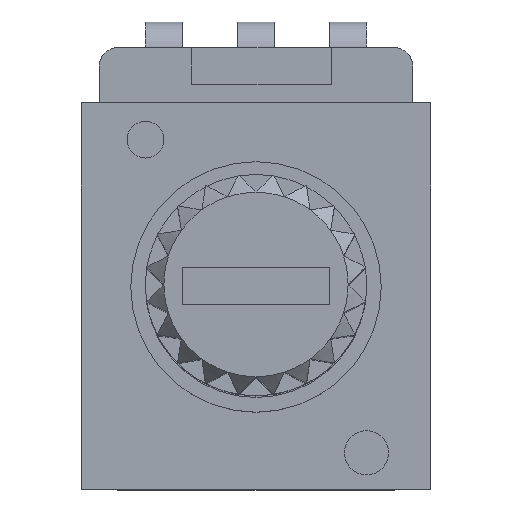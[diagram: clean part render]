
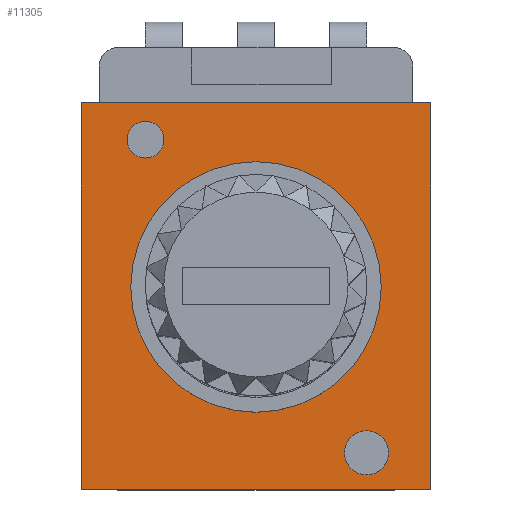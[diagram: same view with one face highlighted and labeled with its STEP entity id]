
A CAD part, top view. The second image highlights one B-rep face of the part: STEP entity #11305.
In plain terms, the highlighted planar face has unit normal (0, 0, 1).
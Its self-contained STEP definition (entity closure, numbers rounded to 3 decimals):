
#9847 = PLANE('',#9848);
#9848 = AXIS2_PLACEMENT_3D('',#9849,#9850,#9851);
#9849 = CARTESIAN_POINT('',(4.75,4.5,5.488));
#9850 = DIRECTION('',(1.,0.,0.));
#9851 = DIRECTION('',(0.,0.,-1.));
#10182 = PLANE('',#10183);
#10183 = AXIS2_PLACEMENT_3D('',#10184,#10185,#10186);
#10184 = CARTESIAN_POINT('',(4.35,4.5,-0.512));
#10185 = DIRECTION('',(0.,-1.,0.));
#10186 = DIRECTION('',(0.,0.,-1.));
#10381 = PLANE('',#10382);
#10382 = AXIS2_PLACEMENT_3D('',#10383,#10384,#10385);
#10383 = CARTESIAN_POINT('',(4.35,-6.,-0.512));
#10384 = DIRECTION('',(0.,-1.,0.));
#10385 = DIRECTION('',(0.,0.,-1.));
#10454 = VERTEX_POINT('',#10455);
#10455 = CARTESIAN_POINT('',(4.75,4.5,5.488));
#10476 = EDGE_CURVE('',#10454,#10477,#10479,.T.);
#10477 = VERTEX_POINT('',#10478);
#10478 = CARTESIAN_POINT('',(4.75,-6.,5.488));
#10479 = SURFACE_CURVE('',#10480,(#10484,#10491),.PCURVE_S1.);
#10480 = LINE('',#10481,#10482);
#10481 = CARTESIAN_POINT('',(4.75,4.5,5.488));
#10482 = VECTOR('',#10483,1.);
#10483 = DIRECTION('',(0.,-1.,0.));
#10484 = PCURVE('',#9847,#10485);
#10485 = DEFINITIONAL_REPRESENTATION('',(#10486),#10490);
#10486 = LINE('',#10487,#10488);
#10487 = CARTESIAN_POINT('',(0.,0.));
#10488 = VECTOR('',#10489,1.);
#10489 = DIRECTION('',(0.,-1.));
#10490 = ( GEOMETRIC_REPRESENTATION_CONTEXT(2) 
PARAMETRIC_REPRESENTATION_CONTEXT() REPRESENTATION_CONTEXT('2D SPACE',''
  ) );
#10491 = PCURVE('',#10492,#10497);
#10492 = PLANE('',#10493);
#10493 = AXIS2_PLACEMENT_3D('',#10494,#10495,#10496);
#10494 = CARTESIAN_POINT('',(-4.75,4.5,5.488));
#10495 = DIRECTION('',(0.,0.,1.));
#10496 = DIRECTION('',(1.,0.,0.));
#10497 = DEFINITIONAL_REPRESENTATION('',(#10498),#10502);
#10498 = LINE('',#10499,#10500);
#10499 = CARTESIAN_POINT('',(9.5,0.));
#10500 = VECTOR('',#10501,1.);
#10501 = DIRECTION('',(0.,-1.));
#10502 = ( GEOMETRIC_REPRESENTATION_CONTEXT(2) 
PARAMETRIC_REPRESENTATION_CONTEXT() REPRESENTATION_CONTEXT('2D SPACE',''
  ) );
#10671 = EDGE_CURVE('',#10672,#10454,#10674,.T.);
#10672 = VERTEX_POINT('',#10673);
#10673 = CARTESIAN_POINT('',(-4.75,4.5,5.488));
#10674 = SURFACE_CURVE('',#10675,(#10679,#10686),.PCURVE_S1.);
#10675 = LINE('',#10676,#10677);
#10676 = CARTESIAN_POINT('',(-4.75,4.5,5.488));
#10677 = VECTOR('',#10678,1.);
#10678 = DIRECTION('',(1.,0.,0.));
#10679 = PCURVE('',#10182,#10680);
#10680 = DEFINITIONAL_REPRESENTATION('',(#10681),#10685);
#10681 = LINE('',#10682,#10683);
#10682 = CARTESIAN_POINT('',(-6.,-9.1));
#10683 = VECTOR('',#10684,1.);
#10684 = DIRECTION('',(0.,1.));
#10685 = ( GEOMETRIC_REPRESENTATION_CONTEXT(2) 
PARAMETRIC_REPRESENTATION_CONTEXT() REPRESENTATION_CONTEXT('2D SPACE',''
  ) );
#10686 = PCURVE('',#10492,#10687);
#10687 = DEFINITIONAL_REPRESENTATION('',(#10688),#10692);
#10688 = LINE('',#10689,#10690);
#10689 = CARTESIAN_POINT('',(0.,0.));
#10690 = VECTOR('',#10691,1.);
#10691 = DIRECTION('',(1.,0.));
#10692 = ( GEOMETRIC_REPRESENTATION_CONTEXT(2) 
PARAMETRIC_REPRESENTATION_CONTEXT() REPRESENTATION_CONTEXT('2D SPACE',''
  ) );
#10710 = PLANE('',#10711);
#10711 = AXIS2_PLACEMENT_3D('',#10712,#10713,#10714);
#10712 = CARTESIAN_POINT('',(-4.75,4.5,-0.112));
#10713 = DIRECTION('',(-1.,-0.,0.));
#10714 = DIRECTION('',(0.,0.,1.));
#10870 = CYLINDRICAL_SURFACE('',#10871,0.5);
#10871 = AXIS2_PLACEMENT_3D('',#10872,#10873,#10874);
#10872 = CARTESIAN_POINT('',(-3.,3.5,5.));
#10873 = DIRECTION('',(0.,0.,1.));
#10874 = DIRECTION('',(1.,0.,0.));
#10905 = CYLINDRICAL_SURFACE('',#10906,0.6);
#10906 = AXIS2_PLACEMENT_3D('',#10907,#10908,#10909);
#10907 = CARTESIAN_POINT('',(3.,-5.,5.));
#10908 = DIRECTION('',(0.,0.,1.));
#10909 = DIRECTION('',(1.,0.,0.));
#10940 = EDGE_CURVE('',#10941,#10477,#10943,.T.);
#10941 = VERTEX_POINT('',#10942);
#10942 = CARTESIAN_POINT('',(-4.75,-6.,5.488));
#10943 = SURFACE_CURVE('',#10944,(#10948,#10955),.PCURVE_S1.);
#10944 = LINE('',#10945,#10946);
#10945 = CARTESIAN_POINT('',(-4.75,-6.,5.488));
#10946 = VECTOR('',#10947,1.);
#10947 = DIRECTION('',(1.,0.,0.));
#10948 = PCURVE('',#10381,#10949);
#10949 = DEFINITIONAL_REPRESENTATION('',(#10950),#10954);
#10950 = LINE('',#10951,#10952);
#10951 = CARTESIAN_POINT('',(-6.,-9.1));
#10952 = VECTOR('',#10953,1.);
#10953 = DIRECTION('',(0.,1.));
#10954 = ( GEOMETRIC_REPRESENTATION_CONTEXT(2) 
PARAMETRIC_REPRESENTATION_CONTEXT() REPRESENTATION_CONTEXT('2D SPACE',''
  ) );
#10955 = PCURVE('',#10492,#10956);
#10956 = DEFINITIONAL_REPRESENTATION('',(#10957),#10961);
#10957 = LINE('',#10958,#10959);
#10958 = CARTESIAN_POINT('',(0.,-10.5));
#10959 = VECTOR('',#10960,1.);
#10960 = DIRECTION('',(1.,0.));
#10961 = ( GEOMETRIC_REPRESENTATION_CONTEXT(2) 
PARAMETRIC_REPRESENTATION_CONTEXT() REPRESENTATION_CONTEXT('2D SPACE',''
  ) );
#11305 = ADVANCED_FACE('',(#11306,#11332,#11358,#11384),#10492,.T.);
#11306 = FACE_BOUND('',#11307,.T.);
#11307 = EDGE_LOOP('',(#11308,#11329,#11330,#11331));
#11308 = ORIENTED_EDGE('',*,*,#11309,.T.);
#11309 = EDGE_CURVE('',#10672,#10941,#11310,.T.);
#11310 = SURFACE_CURVE('',#11311,(#11315,#11322),.PCURVE_S1.);
#11311 = LINE('',#11312,#11313);
#11312 = CARTESIAN_POINT('',(-4.75,4.5,5.488));
#11313 = VECTOR('',#11314,1.);
#11314 = DIRECTION('',(0.,-1.,0.));
#11315 = PCURVE('',#10492,#11316);
#11316 = DEFINITIONAL_REPRESENTATION('',(#11317),#11321);
#11317 = LINE('',#11318,#11319);
#11318 = CARTESIAN_POINT('',(0.,0.));
#11319 = VECTOR('',#11320,1.);
#11320 = DIRECTION('',(0.,-1.));
#11321 = ( GEOMETRIC_REPRESENTATION_CONTEXT(2) 
PARAMETRIC_REPRESENTATION_CONTEXT() REPRESENTATION_CONTEXT('2D SPACE',''
  ) );
#11322 = PCURVE('',#10710,#11323);
#11323 = DEFINITIONAL_REPRESENTATION('',(#11324),#11328);
#11324 = LINE('',#11325,#11326);
#11325 = CARTESIAN_POINT('',(5.6,0.));
#11326 = VECTOR('',#11327,1.);
#11327 = DIRECTION('',(0.,-1.));
#11328 = ( GEOMETRIC_REPRESENTATION_CONTEXT(2) 
PARAMETRIC_REPRESENTATION_CONTEXT() REPRESENTATION_CONTEXT('2D SPACE',''
  ) );
#11329 = ORIENTED_EDGE('',*,*,#10940,.T.);
#11330 = ORIENTED_EDGE('',*,*,#10476,.F.);
#11331 = ORIENTED_EDGE('',*,*,#10671,.F.);
#11332 = FACE_BOUND('',#11333,.T.);
#11333 = EDGE_LOOP('',(#11334));
#11334 = ORIENTED_EDGE('',*,*,#11335,.F.);
#11335 = EDGE_CURVE('',#11336,#11336,#11338,.T.);
#11336 = VERTEX_POINT('',#11337);
#11337 = CARTESIAN_POINT('',(-2.5,3.5,5.488));
#11338 = SURFACE_CURVE('',#11339,(#11344,#11351),.PCURVE_S1.);
#11339 = CIRCLE('',#11340,0.5);
#11340 = AXIS2_PLACEMENT_3D('',#11341,#11342,#11343);
#11341 = CARTESIAN_POINT('',(-3.,3.5,5.488));
#11342 = DIRECTION('',(0.,0.,1.));
#11343 = DIRECTION('',(1.,0.,0.));
#11344 = PCURVE('',#10492,#11345);
#11345 = DEFINITIONAL_REPRESENTATION('',(#11346),#11350);
#11346 = CIRCLE('',#11347,0.5);
#11347 = AXIS2_PLACEMENT_2D('',#11348,#11349);
#11348 = CARTESIAN_POINT('',(1.75,-1.));
#11349 = DIRECTION('',(1.,0.));
#11350 = ( GEOMETRIC_REPRESENTATION_CONTEXT(2) 
PARAMETRIC_REPRESENTATION_CONTEXT() REPRESENTATION_CONTEXT('2D SPACE',''
  ) );
#11351 = PCURVE('',#10870,#11352);
#11352 = DEFINITIONAL_REPRESENTATION('',(#11353),#11357);
#11353 = LINE('',#11354,#11355);
#11354 = CARTESIAN_POINT('',(0.,0.488));
#11355 = VECTOR('',#11356,1.);
#11356 = DIRECTION('',(1.,0.));
#11357 = ( GEOMETRIC_REPRESENTATION_CONTEXT(2) 
PARAMETRIC_REPRESENTATION_CONTEXT() REPRESENTATION_CONTEXT('2D SPACE',''
  ) );
#11358 = FACE_BOUND('',#11359,.T.);
#11359 = EDGE_LOOP('',(#11360));
#11360 = ORIENTED_EDGE('',*,*,#11361,.F.);
#11361 = EDGE_CURVE('',#11362,#11362,#11364,.T.);
#11362 = VERTEX_POINT('',#11363);
#11363 = CARTESIAN_POINT('',(3.6,-5.,5.488));
#11364 = SURFACE_CURVE('',#11365,(#11370,#11377),.PCURVE_S1.);
#11365 = CIRCLE('',#11366,0.6);
#11366 = AXIS2_PLACEMENT_3D('',#11367,#11368,#11369);
#11367 = CARTESIAN_POINT('',(3.,-5.,5.488));
#11368 = DIRECTION('',(0.,0.,1.));
#11369 = DIRECTION('',(1.,0.,0.));
#11370 = PCURVE('',#10492,#11371);
#11371 = DEFINITIONAL_REPRESENTATION('',(#11372),#11376);
#11372 = CIRCLE('',#11373,0.6);
#11373 = AXIS2_PLACEMENT_2D('',#11374,#11375);
#11374 = CARTESIAN_POINT('',(7.75,-9.5));
#11375 = DIRECTION('',(1.,0.));
#11376 = ( GEOMETRIC_REPRESENTATION_CONTEXT(2) 
PARAMETRIC_REPRESENTATION_CONTEXT() REPRESENTATION_CONTEXT('2D SPACE',''
  ) );
#11377 = PCURVE('',#10905,#11378);
#11378 = DEFINITIONAL_REPRESENTATION('',(#11379),#11383);
#11379 = LINE('',#11380,#11381);
#11380 = CARTESIAN_POINT('',(0.,0.488));
#11381 = VECTOR('',#11382,1.);
#11382 = DIRECTION('',(1.,0.));
#11383 = ( GEOMETRIC_REPRESENTATION_CONTEXT(2) 
PARAMETRIC_REPRESENTATION_CONTEXT() REPRESENTATION_CONTEXT('2D SPACE',''
  ) );
#11384 = FACE_BOUND('',#11385,.T.);
#11385 = EDGE_LOOP('',(#11386));
#11386 = ORIENTED_EDGE('',*,*,#11387,.F.);
#11387 = EDGE_CURVE('',#11388,#11388,#11390,.T.);
#11388 = VERTEX_POINT('',#11389);
#11389 = CARTESIAN_POINT('',(3.4,-0.5,5.488));
#11390 = SURFACE_CURVE('',#11391,(#11396,#11403),.PCURVE_S1.);
#11391 = CIRCLE('',#11392,3.4);
#11392 = AXIS2_PLACEMENT_3D('',#11393,#11394,#11395);
#11393 = CARTESIAN_POINT('',(0.,-0.5,5.488));
#11394 = DIRECTION('',(0.,0.,1.));
#11395 = DIRECTION('',(1.,0.,0.));
#11396 = PCURVE('',#10492,#11397);
#11397 = DEFINITIONAL_REPRESENTATION('',(#11398),#11402);
#11398 = CIRCLE('',#11399,3.4);
#11399 = AXIS2_PLACEMENT_2D('',#11400,#11401);
#11400 = CARTESIAN_POINT('',(4.75,-5.));
#11401 = DIRECTION('',(1.,0.));
#11402 = ( GEOMETRIC_REPRESENTATION_CONTEXT(2) 
PARAMETRIC_REPRESENTATION_CONTEXT() REPRESENTATION_CONTEXT('2D SPACE',''
  ) );
#11403 = PCURVE('',#11404,#11409);
#11404 = CYLINDRICAL_SURFACE('',#11405,3.4);
#11405 = AXIS2_PLACEMENT_3D('',#11406,#11407,#11408);
#11406 = CARTESIAN_POINT('',(0.,-0.5,5.4));
#11407 = DIRECTION('',(0.,0.,1.));
#11408 = DIRECTION('',(1.,0.,0.));
#11409 = DEFINITIONAL_REPRESENTATION('',(#11410),#11414);
#11410 = LINE('',#11411,#11412);
#11411 = CARTESIAN_POINT('',(0.,0.088));
#11412 = VECTOR('',#11413,1.);
#11413 = DIRECTION('',(1.,0.));
#11414 = ( GEOMETRIC_REPRESENTATION_CONTEXT(2) 
PARAMETRIC_REPRESENTATION_CONTEXT() REPRESENTATION_CONTEXT('2D SPACE',''
  ) );
